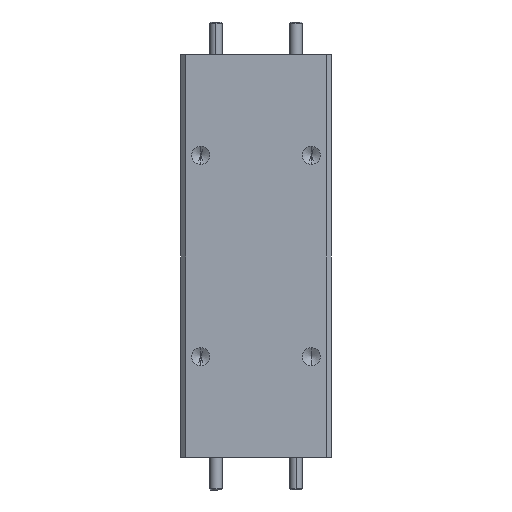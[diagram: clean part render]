
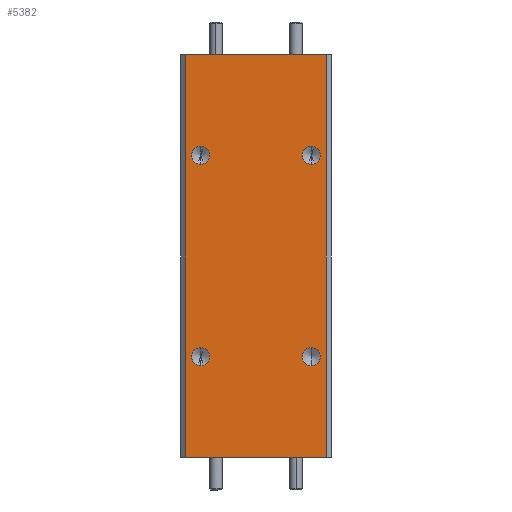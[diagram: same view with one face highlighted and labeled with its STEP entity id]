
A CAD part, front view. The second image highlights one B-rep face of the part: STEP entity #5382.
In plain terms, the highlighted planar face has unit normal (0, -1, 0).
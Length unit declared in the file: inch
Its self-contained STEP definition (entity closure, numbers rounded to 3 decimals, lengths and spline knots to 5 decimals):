
#418 = CARTESIAN_POINT ( 'NONE',  ( -0.275, -0.544, 0.5 ) ) ;
#758 = DIRECTION ( 'NONE',  ( 0., -1., 0. ) ) ;
#803 = FACE_BOUND ( 'NONE', #2922, .T. ) ;
#953 = DIRECTION ( 'NONE',  ( 0., -1., 0. ) ) ;
#1050 = CARTESIAN_POINT ( 'NONE',  ( -0.275, -0.544, -0.5 ) ) ;
#1211 = CIRCLE ( 'NONE', #1507, 0.0445 ) ;
#1217 = EDGE_CURVE ( 'NONE', #9491, #12289, #6512, .T. ) ;
#1237 = DIRECTION ( 'NONE',  ( 0., 1., 0. ) ) ;
#1265 = VECTOR ( 'NONE', #9824, 39.37008 ) ;
#1507 = AXIS2_PLACEMENT_3D ( 'NONE', #1522, #13128, #10078 ) ;
#1522 = CARTESIAN_POINT ( 'NONE',  ( 0.275, -0.544, -0.5 ) ) ;
#1924 = FACE_BOUND ( 'NONE', #10269, .T. ) ;
#1956 = VERTEX_POINT ( 'NONE', #10800 ) ;
#2176 = DIRECTION ( 'NONE',  ( -1., 0., 0. ) ) ;
#2690 = CARTESIAN_POINT ( 'NONE',  ( 0.275, -0.544, -0.5445 ) ) ;
#2771 = CIRCLE ( 'NONE', #12628, 0.0445 ) ;
#2789 = VERTEX_POINT ( 'NONE', #13466 ) ;
#2822 = CIRCLE ( 'NONE', #7878, 0.0445 ) ;
#2922 = EDGE_LOOP ( 'NONE', ( #8941, #4939 ) ) ;
#2948 = CARTESIAN_POINT ( 'NONE',  ( -0.275, -0.544, -0.5 ) ) ;
#3048 = LINE ( 'NONE', #10769, #7494 ) ;
#3105 = EDGE_CURVE ( 'NONE', #11740, #11761, #1211, .T. ) ;
#3283 = CARTESIAN_POINT ( 'NONE',  ( 0.375, -0.544, -1. ) ) ;
#3526 = EDGE_LOOP ( 'NONE', ( #9361, #12080 ) ) ;
#3552 = CARTESIAN_POINT ( 'NONE',  ( 0.275, -0.544, 0.5 ) ) ;
#4287 = VERTEX_POINT ( 'NONE', #6754 ) ;
#4356 = ORIENTED_EDGE ( 'NONE', *, *, #13616, .F. ) ;
#4392 = ORIENTED_EDGE ( 'NONE', *, *, #9398, .T. ) ;
#4724 = CARTESIAN_POINT ( 'NONE',  ( 0.275, -0.544, -0.4555 ) ) ;
#4939 = ORIENTED_EDGE ( 'NONE', *, *, #3105, .F. ) ;
#4962 = DIRECTION ( 'NONE',  ( 0., 0., -1. ) ) ;
#5019 = CARTESIAN_POINT ( 'NONE',  ( -0.275, -0.544, -0.4555 ) ) ;
#5382 = ADVANCED_FACE ( 'NONE', ( #803, #8542, #1924, #8176, #10301 ), #10613, .F. ) ;
#5439 = DIRECTION ( 'NONE',  ( 0., 0., 1. ) ) ;
#5535 = DIRECTION ( 'NONE',  ( 0., -1., 0. ) ) ;
#5574 = EDGE_CURVE ( 'NONE', #1956, #5737, #6537, .T. ) ;
#5702 = AXIS2_PLACEMENT_3D ( 'NONE', #1050, #10509, #10597 ) ;
#5737 = VERTEX_POINT ( 'NONE', #8210 ) ;
#5763 = CIRCLE ( 'NONE', #13154, 0.0445 ) ;
#5805 = EDGE_LOOP ( 'NONE', ( #4392, #13557, #12099, #12804 ) ) ;
#5825 = EDGE_CURVE ( 'NONE', #5737, #1956, #10474, .T. ) ;
#6112 = DIRECTION ( 'NONE',  ( 0., -1., 0. ) ) ;
#6261 = AXIS2_PLACEMENT_3D ( 'NONE', #12533, #8424, #6392 ) ;
#6366 = LINE ( 'NONE', #6536, #9172 ) ;
#6392 = DIRECTION ( 'NONE',  ( 0., 0., 1. ) ) ;
#6423 = EDGE_CURVE ( 'NONE', #9166, #8442, #3048, .T. ) ;
#6474 = DIRECTION ( 'NONE',  ( 0., 0., -1. ) ) ;
#6512 = CIRCLE ( 'NONE', #5702, 0.0445 ) ;
#6536 = CARTESIAN_POINT ( 'NONE',  ( 0.375, -0.544, 1. ) ) ;
#6537 = CIRCLE ( 'NONE', #6962, 0.0445 ) ;
#6624 = CARTESIAN_POINT ( 'NONE',  ( -0.275, -0.544, -0.5445 ) ) ;
#6754 = CARTESIAN_POINT ( 'NONE',  ( 0.275, -0.544, 0.5445 ) ) ;
#6962 = AXIS2_PLACEMENT_3D ( 'NONE', #418, #11979, #13020 ) ;
#7149 = CARTESIAN_POINT ( 'NONE',  ( -0.35, -0.544, -1. ) ) ;
#7180 = DIRECTION ( 'NONE',  ( 0., 0., 1. ) ) ;
#7494 = VECTOR ( 'NONE', #8719, 39.37008 ) ;
#7562 = EDGE_LOOP ( 'NONE', ( #4356, #8803 ) ) ;
#7878 = AXIS2_PLACEMENT_3D ( 'NONE', #3552, #953, #5439 ) ;
#8080 = CIRCLE ( 'NONE', #11228, 0.0445 ) ;
#8176 = FACE_BOUND ( 'NONE', #3526, .T. ) ;
#8210 = CARTESIAN_POINT ( 'NONE',  ( -0.275, -0.544, 0.4555 ) ) ;
#8424 = DIRECTION ( 'NONE',  ( 0., -1., 0. ) ) ;
#8431 = EDGE_CURVE ( 'NONE', #11761, #11740, #2771, .T. ) ;
#8442 = VERTEX_POINT ( 'NONE', #8831 ) ;
#8542 = FACE_BOUND ( 'NONE', #7562, .T. ) ;
#8576 = VERTEX_POINT ( 'NONE', #12387 ) ;
#8642 = CARTESIAN_POINT ( 'NONE',  ( 0.275, -0.544, -0.5 ) ) ;
#8719 = DIRECTION ( 'NONE',  ( 0., 0., 1. ) ) ;
#8803 = ORIENTED_EDGE ( 'NONE', *, *, #1217, .F. ) ;
#8830 = LINE ( 'NONE', #7149, #9143 ) ;
#8831 = CARTESIAN_POINT ( 'NONE',  ( 0.35, -0.544, 1. ) ) ;
#8941 = ORIENTED_EDGE ( 'NONE', *, *, #8431, .F. ) ;
#9143 = VECTOR ( 'NONE', #4962, 39.37008 ) ;
#9166 = VERTEX_POINT ( 'NONE', #12005 ) ;
#9172 = VECTOR ( 'NONE', #2176, 39.37008 ) ;
#9270 = DIRECTION ( 'NONE',  ( 0., 0., 1. ) ) ;
#9361 = ORIENTED_EDGE ( 'NONE', *, *, #12998, .F. ) ;
#9398 = EDGE_CURVE ( 'NONE', #8442, #8576, #6366, .T. ) ;
#9491 = VERTEX_POINT ( 'NONE', #6624 ) ;
#9641 = CARTESIAN_POINT ( 'NONE',  ( 0.275, -0.544, 0.4555 ) ) ;
#9824 = DIRECTION ( 'NONE',  ( -1., 0., 0. ) ) ;
#10039 = EDGE_CURVE ( 'NONE', #9166, #2789, #11792, .T. ) ;
#10078 = DIRECTION ( 'NONE',  ( 0., 0., 1. ) ) ;
#10222 = ORIENTED_EDGE ( 'NONE', *, *, #5574, .F. ) ;
#10269 = EDGE_LOOP ( 'NONE', ( #10222, #11440 ) ) ;
#10301 = FACE_OUTER_BOUND ( 'NONE', #5805, .T. ) ;
#10313 = AXIS2_PLACEMENT_3D ( 'NONE', #3283, #1237, #6474 ) ;
#10474 = CIRCLE ( 'NONE', #6261, 0.0445 ) ;
#10509 = DIRECTION ( 'NONE',  ( 0., -1., 0. ) ) ;
#10597 = DIRECTION ( 'NONE',  ( 0., 0., 1. ) ) ;
#10613 = PLANE ( 'NONE',  #10313 ) ;
#10743 = DIRECTION ( 'NONE',  ( 0., 0., 1. ) ) ;
#10769 = CARTESIAN_POINT ( 'NONE',  ( 0.35, -0.544, -1. ) ) ;
#10790 = EDGE_CURVE ( 'NONE', #8576, #2789, #8830, .T. ) ;
#10800 = CARTESIAN_POINT ( 'NONE',  ( -0.275, -0.544, 0.5445 ) ) ;
#10910 = CARTESIAN_POINT ( 'NONE',  ( 0.375, -0.544, -1. ) ) ;
#11228 = AXIS2_PLACEMENT_3D ( 'NONE', #13512, #758, #9270 ) ;
#11440 = ORIENTED_EDGE ( 'NONE', *, *, #5825, .F. ) ;
#11740 = VERTEX_POINT ( 'NONE', #2690 ) ;
#11761 = VERTEX_POINT ( 'NONE', #4724 ) ;
#11792 = LINE ( 'NONE', #10910, #1265 ) ;
#11979 = DIRECTION ( 'NONE',  ( 0., -1., 0. ) ) ;
#12005 = CARTESIAN_POINT ( 'NONE',  ( 0.35, -0.544, -1. ) ) ;
#12080 = ORIENTED_EDGE ( 'NONE', *, *, #13500, .F. ) ;
#12099 = ORIENTED_EDGE ( 'NONE', *, *, #10039, .F. ) ;
#12289 = VERTEX_POINT ( 'NONE', #5019 ) ;
#12387 = CARTESIAN_POINT ( 'NONE',  ( -0.35, -0.544, 1. ) ) ;
#12533 = CARTESIAN_POINT ( 'NONE',  ( -0.275, -0.544, 0.5 ) ) ;
#12628 = AXIS2_PLACEMENT_3D ( 'NONE', #8642, #5535, #10743 ) ;
#12804 = ORIENTED_EDGE ( 'NONE', *, *, #6423, .T. ) ;
#12998 = EDGE_CURVE ( 'NONE', #4287, #13205, #2822, .T. ) ;
#13020 = DIRECTION ( 'NONE',  ( 0., 0., 1. ) ) ;
#13128 = DIRECTION ( 'NONE',  ( 0., -1., 0. ) ) ;
#13154 = AXIS2_PLACEMENT_3D ( 'NONE', #2948, #6112, #7180 ) ;
#13205 = VERTEX_POINT ( 'NONE', #9641 ) ;
#13466 = CARTESIAN_POINT ( 'NONE',  ( -0.35, -0.544, -1. ) ) ;
#13500 = EDGE_CURVE ( 'NONE', #13205, #4287, #8080, .T. ) ;
#13512 = CARTESIAN_POINT ( 'NONE',  ( 0.275, -0.544, 0.5 ) ) ;
#13557 = ORIENTED_EDGE ( 'NONE', *, *, #10790, .T. ) ;
#13616 = EDGE_CURVE ( 'NONE', #12289, #9491, #5763, .T. ) ;
